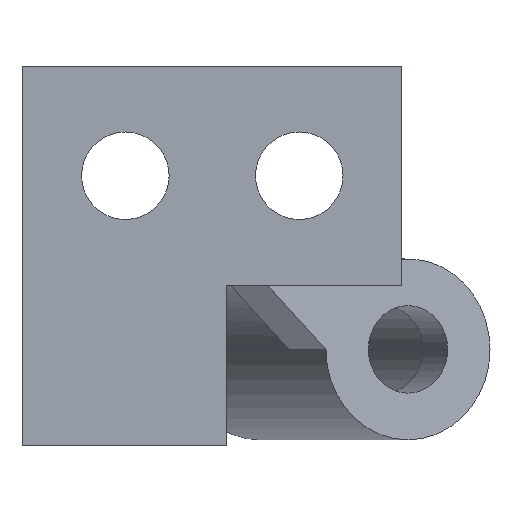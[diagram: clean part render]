
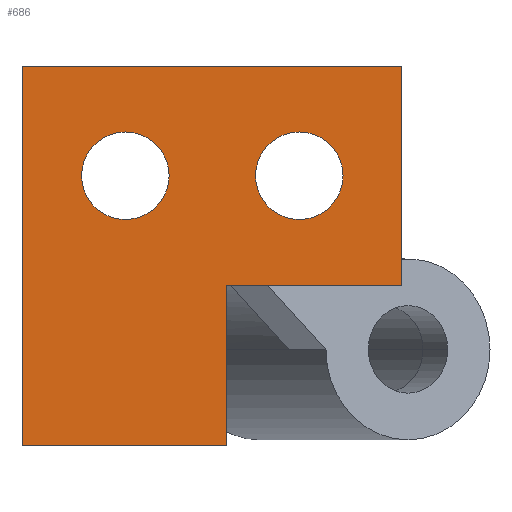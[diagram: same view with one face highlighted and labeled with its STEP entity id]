
A CAD part, front view. The second image highlights one B-rep face of the part: STEP entity #686.
In plain terms, the highlighted planar face has unit normal (0, -1, 0).
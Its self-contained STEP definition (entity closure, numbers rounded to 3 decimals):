
#22 = DIRECTION ( 'NONE',  ( 0., 0., 1. ) ) ;
#50 = ORIENTED_EDGE ( 'NONE', *, *, #293, .F. ) ;
#52 = VECTOR ( 'NONE', #1018, 1000. ) ;
#56 = CARTESIAN_POINT ( 'NONE',  ( 1.199, 5.499, -3.75 ) ) ;
#61 = CIRCLE ( 'NONE', #482, 1.5 ) ;
#65 = EDGE_CURVE ( 'NONE', #586, #406, #345, .T. ) ;
#66 = LINE ( 'NONE', #894, #404 ) ;
#78 = AXIS2_PLACEMENT_3D ( 'NONE', #692, #186, #179 ) ;
#80 = DIRECTION ( 'NONE',  ( 1., 0., 0. ) ) ;
#97 = VERTEX_POINT ( 'NONE', #356 ) ;
#103 = CARTESIAN_POINT ( 'NONE',  ( -4.761, 5.499, -3.75 ) ) ;
#106 = EDGE_CURVE ( 'NONE', #97, #958, #172, .T. ) ;
#114 = EDGE_CURVE ( 'NONE', #453, #469, #794, .T. ) ;
#138 = FACE_OUTER_BOUND ( 'NONE', #799, .T. ) ;
#151 = ORIENTED_EDGE ( 'NONE', *, *, #801, .F. ) ;
#166 = VECTOR ( 'NONE', #1062, 1000. ) ;
#172 = LINE ( 'NONE', #934, #166 ) ;
#179 = DIRECTION ( 'NONE',  ( 1., 0., 0. ) ) ;
#186 = DIRECTION ( 'NONE',  ( 0., -1., 0. ) ) ;
#189 = ORIENTED_EDGE ( 'NONE', *, *, #567, .F. ) ;
#219 = PLANE ( 'NONE',  #720 ) ;
#222 = ORIENTED_EDGE ( 'NONE', *, *, #505, .T. ) ;
#261 = CARTESIAN_POINT ( 'NONE',  ( 2.699, 5.499, -3.75 ) ) ;
#279 = EDGE_LOOP ( 'NONE', ( #151, #630 ) ) ;
#293 = EDGE_CURVE ( 'NONE', #896, #327, #61, .T. ) ;
#295 = CARTESIAN_POINT ( 'NONE',  ( -1.761, 5.499, -3.75 ) ) ;
#298 = VERTEX_POINT ( 'NONE', #341 ) ;
#303 = VERTEX_POINT ( 'NONE', #858 ) ;
#327 = VERTEX_POINT ( 'NONE', #56 ) ;
#329 = FACE_BOUND ( 'NONE', #279, .T. ) ;
#341 = CARTESIAN_POINT ( 'NONE',  ( 6.199, 5.499, -7.5 ) ) ;
#345 = LINE ( 'NONE', #543, #427 ) ;
#352 = EDGE_LOOP ( 'NONE', ( #50, #507 ) ) ;
#356 = CARTESIAN_POINT ( 'NONE',  ( -6.801, 5.499, 0. ) ) ;
#361 = LINE ( 'NONE', #1013, #52 ) ;
#402 = DIRECTION ( 'NONE',  ( 0., -1., 0. ) ) ;
#404 = VECTOR ( 'NONE', #744, 1000. ) ;
#406 = VERTEX_POINT ( 'NONE', #696 ) ;
#421 = EDGE_CURVE ( 'NONE', #586, #303, #361, .T. ) ;
#427 = VECTOR ( 'NONE', #1076, 1000. ) ;
#453 = VERTEX_POINT ( 'NONE', #103 ) ;
#469 = VERTEX_POINT ( 'NONE', #295 ) ;
#479 = CIRCLE ( 'NONE', #975, 1.5 ) ;
#482 = AXIS2_PLACEMENT_3D ( 'NONE', #261, #924, #533 ) ;
#488 = CARTESIAN_POINT ( 'NONE',  ( -6.801, 5.499, -7.5 ) ) ;
#496 = CIRCLE ( 'NONE', #1083, 1.5 ) ;
#505 = EDGE_CURVE ( 'NONE', #298, #958, #959, .T. ) ;
#507 = ORIENTED_EDGE ( 'NONE', *, *, #638, .F. ) ;
#533 = DIRECTION ( 'NONE',  ( 1., 0., 0. ) ) ;
#543 = CARTESIAN_POINT ( 'NONE',  ( 0.199, 5.499, -13. ) ) ;
#556 = LINE ( 'NONE', #488, #748 ) ;
#567 = EDGE_CURVE ( 'NONE', #303, #97, #556, .T. ) ;
#573 = CARTESIAN_POINT ( 'NONE',  ( 6.199, 5.499, -7.5 ) ) ;
#582 = CARTESIAN_POINT ( 'NONE',  ( 2.699, 5.499, -3.75 ) ) ;
#586 = VERTEX_POINT ( 'NONE', #795 ) ;
#587 = DIRECTION ( 'NONE',  ( 1., 0., 0. ) ) ;
#595 = DIRECTION ( 'NONE',  ( 1., 0., 0. ) ) ;
#630 = ORIENTED_EDGE ( 'NONE', *, *, #114, .F. ) ;
#638 = EDGE_CURVE ( 'NONE', #327, #896, #479, .T. ) ;
#683 = EDGE_CURVE ( 'NONE', #406, #298, #66, .T. ) ;
#686 = ADVANCED_FACE ( 'NONE', ( #329, #1067, #138 ), #219, .T. ) ;
#692 = CARTESIAN_POINT ( 'NONE',  ( -3.261, 5.499, -3.75 ) ) ;
#696 = CARTESIAN_POINT ( 'NONE',  ( 0.199, 5.499, -7.5 ) ) ;
#700 = ORIENTED_EDGE ( 'NONE', *, *, #65, .T. ) ;
#720 = AXIS2_PLACEMENT_3D ( 'NONE', #573, #402, #595 ) ;
#744 = DIRECTION ( 'NONE',  ( 1., 0., 0. ) ) ;
#748 = VECTOR ( 'NONE', #1036, 1000. ) ;
#783 = ORIENTED_EDGE ( 'NONE', *, *, #106, .F. ) ;
#787 = CARTESIAN_POINT ( 'NONE',  ( 6.199, 5.499, 0. ) ) ;
#794 = CIRCLE ( 'NONE', #78, 1.5 ) ;
#795 = CARTESIAN_POINT ( 'NONE',  ( 0.199, 5.499, -13. ) ) ;
#796 = ORIENTED_EDGE ( 'NONE', *, *, #421, .F. ) ;
#799 = EDGE_LOOP ( 'NONE', ( #783, #189, #796, #700, #910, #222 ) ) ;
#801 = EDGE_CURVE ( 'NONE', #469, #453, #496, .T. ) ;
#833 = VECTOR ( 'NONE', #22, 1000. ) ;
#858 = CARTESIAN_POINT ( 'NONE',  ( -6.801, 5.499, -13. ) ) ;
#877 = CARTESIAN_POINT ( 'NONE',  ( 6.199, 5.499, -7.5 ) ) ;
#894 = CARTESIAN_POINT ( 'NONE',  ( 6.199, 5.499, -7.5 ) ) ;
#896 = VERTEX_POINT ( 'NONE', #1015 ) ;
#910 = ORIENTED_EDGE ( 'NONE', *, *, #683, .T. ) ;
#924 = DIRECTION ( 'NONE',  ( 0., -1., 0. ) ) ;
#934 = CARTESIAN_POINT ( 'NONE',  ( 6.199, 5.499, 0. ) ) ;
#958 = VERTEX_POINT ( 'NONE', #787 ) ;
#959 = LINE ( 'NONE', #877, #833 ) ;
#975 = AXIS2_PLACEMENT_3D ( 'NONE', #582, #1050, #587 ) ;
#1013 = CARTESIAN_POINT ( 'NONE',  ( -6.801, 5.499, -13. ) ) ;
#1015 = CARTESIAN_POINT ( 'NONE',  ( 4.199, 5.499, -3.75 ) ) ;
#1018 = DIRECTION ( 'NONE',  ( -1., 0., 0. ) ) ;
#1036 = DIRECTION ( 'NONE',  ( 0., 0., 1. ) ) ;
#1050 = DIRECTION ( 'NONE',  ( 0., -1., 0. ) ) ;
#1057 = DIRECTION ( 'NONE',  ( 0., -1., 0. ) ) ;
#1062 = DIRECTION ( 'NONE',  ( 1., 0., 0. ) ) ;
#1067 = FACE_BOUND ( 'NONE', #352, .T. ) ;
#1071 = CARTESIAN_POINT ( 'NONE',  ( -3.261, 5.499, -3.75 ) ) ;
#1076 = DIRECTION ( 'NONE',  ( 0., 0., 1. ) ) ;
#1083 = AXIS2_PLACEMENT_3D ( 'NONE', #1071, #1057, #80 ) ;
